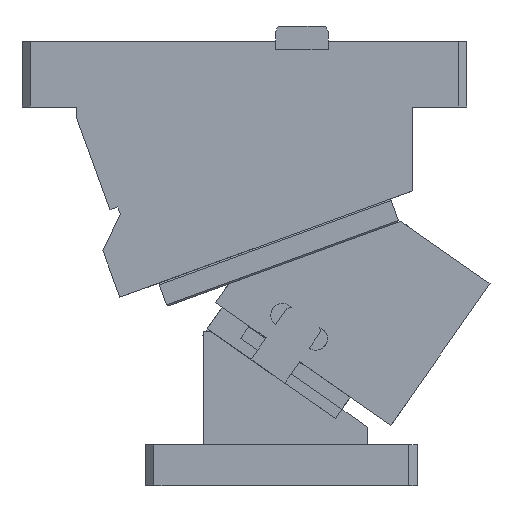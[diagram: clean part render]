
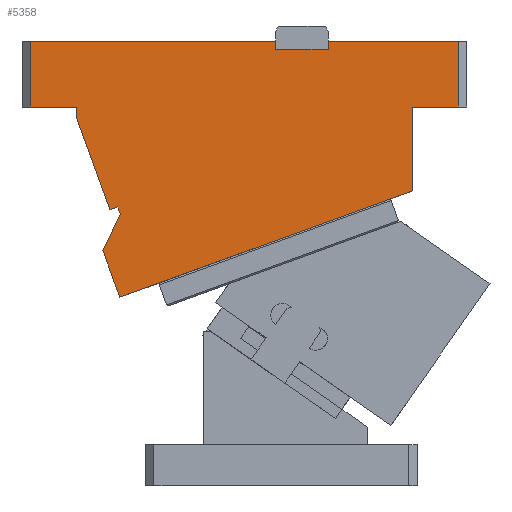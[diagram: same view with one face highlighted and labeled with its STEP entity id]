
A CAD part, front view. The second image highlights one B-rep face of the part: STEP entity #5358.
In plain terms, the highlighted planar face has unit normal (0, -1, 0).
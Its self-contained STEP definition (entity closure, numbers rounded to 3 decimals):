
#4995=CARTESIAN_POINT('Line Origine',(-56.,0.,230.)) ;
#4999=CARTESIAN_POINT('Vertex',(-42.,0.,230.)) ;
#5001=CARTESIAN_POINT('Vertex',(-70.,0.,230.)) ;
#5204=CARTESIAN_POINT('Line Origine',(-70.,0.,250.)) ;
#5208=CARTESIAN_POINT('Vertex',(-70.,0.,270.)) ;
#5223=CARTESIAN_POINT('Axis2P3D Location',(11.25,0.,58.589)) ;
#5228=CARTESIAN_POINT('Line Origine',(-42.,0.,226.793)) ;
#5232=CARTESIAN_POINT('Vertex',(-42.,0.,223.586)) ;
#5235=CARTESIAN_POINT('Line Origine',(-31.804,0.,195.573)) ;
#5239=CARTESIAN_POINT('Vertex',(-21.608,0.,167.56)) ;
#5242=CARTESIAN_POINT('Line Origine',(-19.259,0.,168.415)) ;
#5246=CARTESIAN_POINT('Vertex',(-16.91,0.,169.27)) ;
#5249=CARTESIAN_POINT('Line Origine',(-16.055,0.,166.921)) ;
#5253=CARTESIAN_POINT('Vertex',(-15.2,0.,164.571)) ;
#5256=CARTESIAN_POINT('Line Origine',(-15.434,0.,164.486)) ;
#5260=CARTESIAN_POINT('Vertex',(-15.669,0.,164.4)) ;
#5263=CARTESIAN_POINT('Line Origine',(-20.75,0.,153.506)) ;
#5267=CARTESIAN_POINT('Vertex',(-25.83,0.,142.611)) ;
#5270=CARTESIAN_POINT('Line Origine',(-20.7,0.,128.516)) ;
#5274=CARTESIAN_POINT('Vertex',(-15.569,0.,114.42)) ;
#5277=CARTESIAN_POINT('Line Origine',(73.215,0.,146.735)) ;
#5281=CARTESIAN_POINT('Vertex',(162.,0.,179.05)) ;
#5284=CARTESIAN_POINT('Line Origine',(162.,0.,204.525)) ;
#5288=CARTESIAN_POINT('Vertex',(162.,0.,230.)) ;
#5291=CARTESIAN_POINT('Line Origine',(176.,0.,230.)) ;
#5295=CARTESIAN_POINT('Vertex',(190.,0.,230.)) ;
#5298=CARTESIAN_POINT('Line Origine',(190.,0.,250.)) ;
#5302=CARTESIAN_POINT('Vertex',(190.,0.,270.)) ;
#5305=CARTESIAN_POINT('Line Origine',(150.5,0.,270.)) ;
#5309=CARTESIAN_POINT('Vertex',(111.,0.,270.)) ;
#5312=CARTESIAN_POINT('Line Origine',(111.,0.,267.5)) ;
#5316=CARTESIAN_POINT('Vertex',(111.,0.,265.)) ;
#5319=CARTESIAN_POINT('Line Origine',(95.,0.,265.)) ;
#5323=CARTESIAN_POINT('Vertex',(79.,0.,265.)) ;
#5326=CARTESIAN_POINT('Line Origine',(79.,0.,267.5)) ;
#5330=CARTESIAN_POINT('Vertex',(79.,0.,270.)) ;
#5333=CARTESIAN_POINT('Line Origine',(4.5,0.,270.)) ;
#4996=DIRECTION('Vector Direction',(-1.,0.,0.)) ;
#5205=DIRECTION('Vector Direction',(0.,0.,-1.)) ;
#5224=DIRECTION('Axis2P3D Direction',(0.,-1.,0.)) ;
#5225=DIRECTION('Axis2P3D XDirection',(0.94,0.,-0.342)) ;
#5229=DIRECTION('Vector Direction',(0.,0.,-1.)) ;
#5236=DIRECTION('Vector Direction',(0.342,0.,-0.94)) ;
#5243=DIRECTION('Vector Direction',(0.94,0.,0.342)) ;
#5250=DIRECTION('Vector Direction',(0.342,0.,-0.94)) ;
#5257=DIRECTION('Vector Direction',(-0.94,0.,-0.342)) ;
#5264=DIRECTION('Vector Direction',(-0.423,0.,-0.906)) ;
#5271=DIRECTION('Vector Direction',(0.342,0.,-0.94)) ;
#5278=DIRECTION('Vector Direction',(0.94,0.,0.342)) ;
#5285=DIRECTION('Vector Direction',(0.,0.,1.)) ;
#5292=DIRECTION('Vector Direction',(1.,0.,0.)) ;
#5299=DIRECTION('Vector Direction',(0.,0.,-1.)) ;
#5306=DIRECTION('Vector Direction',(-1.,0.,0.)) ;
#5313=DIRECTION('Vector Direction',(0.,0.,-1.)) ;
#5320=DIRECTION('Vector Direction',(1.,0.,0.)) ;
#5327=DIRECTION('Vector Direction',(0.,0.,-1.)) ;
#5334=DIRECTION('Vector Direction',(-1.,0.,0.)) ;
#5226=AXIS2_PLACEMENT_3D('Plane Axis2P3D',#5223,#5224,#5225) ;
#5339=ORIENTED_EDGE('',*,*,#5003,.F.) ;
#5340=ORIENTED_EDGE('',*,*,#5234,.T.) ;
#5341=ORIENTED_EDGE('',*,*,#5241,.T.) ;
#5342=ORIENTED_EDGE('',*,*,#5248,.T.) ;
#5343=ORIENTED_EDGE('',*,*,#5255,.T.) ;
#5344=ORIENTED_EDGE('',*,*,#5262,.T.) ;
#5345=ORIENTED_EDGE('',*,*,#5269,.F.) ;
#5346=ORIENTED_EDGE('',*,*,#5276,.T.) ;
#5347=ORIENTED_EDGE('',*,*,#5283,.T.) ;
#5348=ORIENTED_EDGE('',*,*,#5290,.F.) ;
#5349=ORIENTED_EDGE('',*,*,#5297,.T.) ;
#5350=ORIENTED_EDGE('',*,*,#5304,.F.) ;
#5351=ORIENTED_EDGE('',*,*,#5311,.T.) ;
#5352=ORIENTED_EDGE('',*,*,#5318,.T.) ;
#5353=ORIENTED_EDGE('',*,*,#5325,.F.) ;
#5354=ORIENTED_EDGE('',*,*,#5332,.F.) ;
#5355=ORIENTED_EDGE('',*,*,#5337,.T.) ;
#5356=ORIENTED_EDGE('',*,*,#5210,.T.) ;
#4997=VECTOR('Line Direction',#4996,1.) ;
#5206=VECTOR('Line Direction',#5205,1.) ;
#5230=VECTOR('Line Direction',#5229,1.) ;
#5237=VECTOR('Line Direction',#5236,1.) ;
#5244=VECTOR('Line Direction',#5243,1.) ;
#5251=VECTOR('Line Direction',#5250,1.) ;
#5258=VECTOR('Line Direction',#5257,1.) ;
#5265=VECTOR('Line Direction',#5264,1.) ;
#5272=VECTOR('Line Direction',#5271,1.) ;
#5279=VECTOR('Line Direction',#5278,1.) ;
#5286=VECTOR('Line Direction',#5285,1.) ;
#5293=VECTOR('Line Direction',#5292,1.) ;
#5300=VECTOR('Line Direction',#5299,1.) ;
#5307=VECTOR('Line Direction',#5306,1.) ;
#5314=VECTOR('Line Direction',#5313,1.) ;
#5321=VECTOR('Line Direction',#5320,1.) ;
#5328=VECTOR('Line Direction',#5327,1.) ;
#5335=VECTOR('Line Direction',#5334,1.) ;
#5358=ADVANCED_FACE('CAM HOLDER',(#5357),#5227,.T.) ;
#5003=EDGE_CURVE('',#5000,#5002,#4998,.T.) ;
#5210=EDGE_CURVE('',#5209,#5002,#5207,.T.) ;
#5234=EDGE_CURVE('',#5000,#5233,#5231,.T.) ;
#5241=EDGE_CURVE('',#5233,#5240,#5238,.T.) ;
#5248=EDGE_CURVE('',#5240,#5247,#5245,.T.) ;
#5255=EDGE_CURVE('',#5247,#5254,#5252,.T.) ;
#5262=EDGE_CURVE('',#5254,#5261,#5259,.T.) ;
#5269=EDGE_CURVE('',#5268,#5261,#5266,.F.) ;
#5276=EDGE_CURVE('',#5268,#5275,#5273,.T.) ;
#5283=EDGE_CURVE('',#5275,#5282,#5280,.T.) ;
#5290=EDGE_CURVE('',#5289,#5282,#5287,.F.) ;
#5297=EDGE_CURVE('',#5289,#5296,#5294,.T.) ;
#5304=EDGE_CURVE('',#5303,#5296,#5301,.T.) ;
#5311=EDGE_CURVE('',#5303,#5310,#5308,.T.) ;
#5318=EDGE_CURVE('',#5310,#5317,#5315,.T.) ;
#5325=EDGE_CURVE('',#5324,#5317,#5322,.T.) ;
#5332=EDGE_CURVE('',#5331,#5324,#5329,.T.) ;
#5337=EDGE_CURVE('',#5331,#5209,#5336,.T.) ;
#5338=EDGE_LOOP('',(#5339,#5340,#5341,#5342,#5343,#5344,#5345,#5346,#5347,#5348,#5349,#5350,#5351,#5352,#5353,#5354,#5355,#5356)) ;
#5357=FACE_OUTER_BOUND('',#5338,.T.) ;
#4998=LINE('Line',#4995,#4997) ;
#5207=LINE('Line',#5204,#5206) ;
#5231=LINE('Line',#5228,#5230) ;
#5238=LINE('Line',#5235,#5237) ;
#5245=LINE('Line',#5242,#5244) ;
#5252=LINE('Line',#5249,#5251) ;
#5259=LINE('Line',#5256,#5258) ;
#5266=LINE('Line',#5263,#5265) ;
#5273=LINE('Line',#5270,#5272) ;
#5280=LINE('Line',#5277,#5279) ;
#5287=LINE('Line',#5284,#5286) ;
#5294=LINE('Line',#5291,#5293) ;
#5301=LINE('Line',#5298,#5300) ;
#5308=LINE('Line',#5305,#5307) ;
#5315=LINE('Line',#5312,#5314) ;
#5322=LINE('Line',#5319,#5321) ;
#5329=LINE('Line',#5326,#5328) ;
#5336=LINE('Line',#5333,#5335) ;
#5227=PLANE('Plane',#5226) ;
#5000=VERTEX_POINT('',#4999) ;
#5002=VERTEX_POINT('',#5001) ;
#5209=VERTEX_POINT('',#5208) ;
#5233=VERTEX_POINT('',#5232) ;
#5240=VERTEX_POINT('',#5239) ;
#5247=VERTEX_POINT('',#5246) ;
#5254=VERTEX_POINT('',#5253) ;
#5261=VERTEX_POINT('',#5260) ;
#5268=VERTEX_POINT('',#5267) ;
#5275=VERTEX_POINT('',#5274) ;
#5282=VERTEX_POINT('',#5281) ;
#5289=VERTEX_POINT('',#5288) ;
#5296=VERTEX_POINT('',#5295) ;
#5303=VERTEX_POINT('',#5302) ;
#5310=VERTEX_POINT('',#5309) ;
#5317=VERTEX_POINT('',#5316) ;
#5324=VERTEX_POINT('',#5323) ;
#5331=VERTEX_POINT('',#5330) ;
